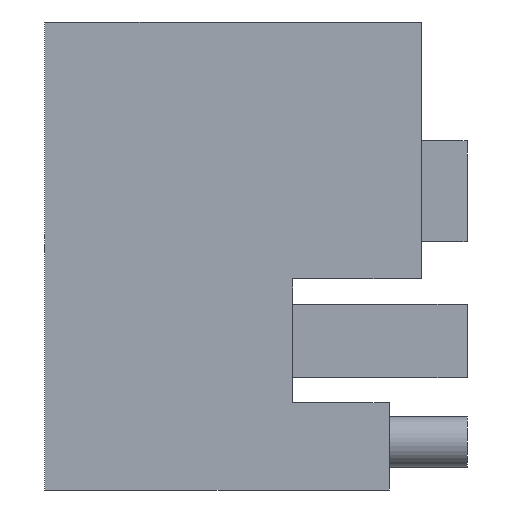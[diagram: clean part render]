
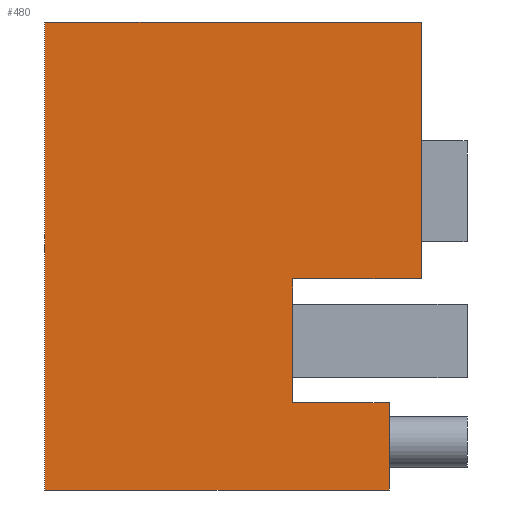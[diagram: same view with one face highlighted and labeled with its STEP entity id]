
A CAD part, front view. The second image highlights one B-rep face of the part: STEP entity #480.
In plain terms, the highlighted planar face has unit normal (0, -1, 0).
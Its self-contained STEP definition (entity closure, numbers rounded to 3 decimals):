
#53=FACE_OUTER_BOUND('',#84,.T.);
#84=EDGE_LOOP('',(#415,#416,#417,#418,#419,#420,#421,#422));
#119=LINE('',#746,#176);
#123=LINE('',#754,#180);
#126=LINE('',#760,#183);
#129=LINE('',#766,#186);
#132=LINE('',#772,#189);
#135=LINE('',#778,#192);
#138=LINE('',#784,#195);
#141=LINE('',#789,#198);
#176=VECTOR('',#618,10.);
#180=VECTOR('',#624,10.);
#183=VECTOR('',#629,10.);
#186=VECTOR('',#634,10.);
#189=VECTOR('',#639,10.);
#192=VECTOR('',#644,10.);
#195=VECTOR('',#649,10.);
#198=VECTOR('',#654,10.);
#226=VERTEX_POINT('',#744);
#227=VERTEX_POINT('',#745);
#230=VERTEX_POINT('',#753);
#232=VERTEX_POINT('',#759);
#234=VERTEX_POINT('',#765);
#236=VERTEX_POINT('',#771);
#238=VERTEX_POINT('',#777);
#240=VERTEX_POINT('',#783);
#281=EDGE_CURVE('',#226,#227,#119,.T.);
#285=EDGE_CURVE('',#227,#230,#123,.T.);
#288=EDGE_CURVE('',#230,#232,#126,.T.);
#291=EDGE_CURVE('',#232,#234,#129,.T.);
#294=EDGE_CURVE('',#234,#236,#132,.T.);
#297=EDGE_CURVE('',#236,#238,#135,.T.);
#300=EDGE_CURVE('',#238,#240,#138,.T.);
#303=EDGE_CURVE('',#240,#226,#141,.T.);
#415=ORIENTED_EDGE('',*,*,#303,.T.);
#416=ORIENTED_EDGE('',*,*,#281,.T.);
#417=ORIENTED_EDGE('',*,*,#285,.T.);
#418=ORIENTED_EDGE('',*,*,#288,.T.);
#419=ORIENTED_EDGE('',*,*,#291,.T.);
#420=ORIENTED_EDGE('',*,*,#294,.T.);
#421=ORIENTED_EDGE('',*,*,#297,.T.);
#422=ORIENTED_EDGE('',*,*,#300,.T.);
#453=PLANE('',#533);
#480=ADVANCED_FACE('',(#53),#453,.F.);
#533=AXIS2_PLACEMENT_3D('',#791,#656,#657);
#618=DIRECTION('',(0.,0.,-1.));
#624=DIRECTION('',(1.,0.,0.));
#629=DIRECTION('',(0.,0.,1.));
#634=DIRECTION('',(-1.,0.,0.));
#639=DIRECTION('',(0.,0.,1.));
#644=DIRECTION('',(1.,0.,0.));
#649=DIRECTION('',(0.,0.,1.));
#654=DIRECTION('',(-1.,0.,0.));
#656=DIRECTION('center_axis',(0.,1.,0.));
#657=DIRECTION('ref_axis',(0.,0.,1.));
#744=CARTESIAN_POINT('',(-41.,0.,0.));
#745=CARTESIAN_POINT('',(-41.,0.,-51.));
#746=CARTESIAN_POINT('',(-41.,0.,0.));
#753=CARTESIAN_POINT('',(-3.5,0.,-51.));
#754=CARTESIAN_POINT('',(-41.,0.,-51.));
#759=CARTESIAN_POINT('',(-3.5,0.,-41.5));
#760=CARTESIAN_POINT('',(-3.5,0.,-51.));
#765=CARTESIAN_POINT('',(-14.,0.,-41.5));
#766=CARTESIAN_POINT('',(-3.5,0.,-41.5));
#771=CARTESIAN_POINT('',(-14.,0.,-28.));
#772=CARTESIAN_POINT('',(-14.,0.,-41.5));
#777=CARTESIAN_POINT('',(0.,0.,-28.));
#778=CARTESIAN_POINT('',(-14.,0.,-28.));
#783=CARTESIAN_POINT('',(0.,0.,0.));
#784=CARTESIAN_POINT('',(0.,0.,-28.));
#789=CARTESIAN_POINT('',(0.,0.,0.));
#791=CARTESIAN_POINT('Origin',(-20.38,0.,-26.055));
